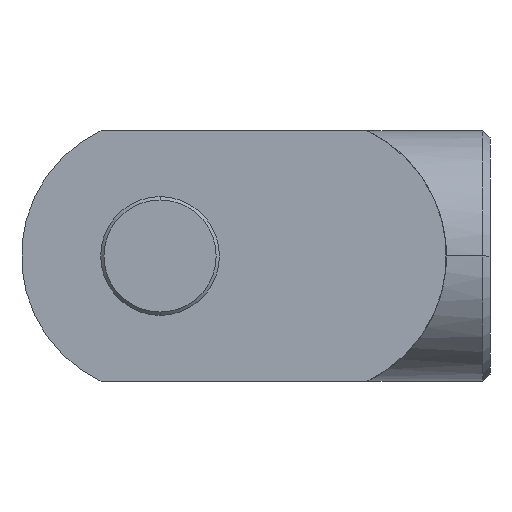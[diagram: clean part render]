
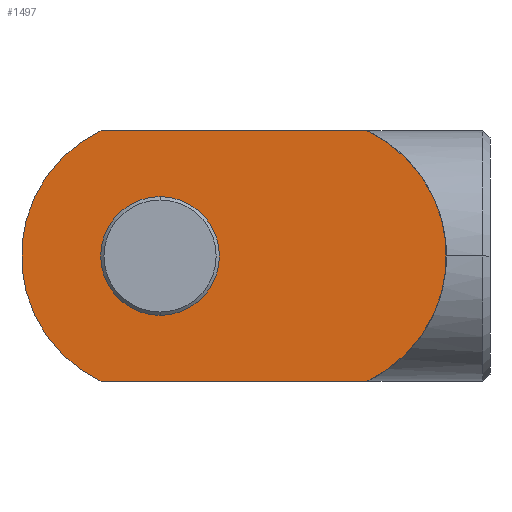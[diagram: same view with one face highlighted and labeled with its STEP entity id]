
A CAD part, left-side view. The second image highlights one B-rep face of the part: STEP entity #1497.
In plain terms, the highlighted planar face has unit normal (-1, 0, 0).
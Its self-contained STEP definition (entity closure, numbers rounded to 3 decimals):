
#3 = ORIENTED_EDGE ( 'NONE', *, *, #270, .T. ) ;
#62 = AXIS2_PLACEMENT_3D ( 'NONE', #671, #640, #655 ) ;
#129 = CARTESIAN_POINT ( 'NONE',  ( -28., 20.144, -19. ) ) ;
#141 = EDGE_LOOP ( 'NONE', ( #1264, #863, #3, #1274 ) ) ;
#171 = EDGE_CURVE ( 'NONE', #935, #179, #1367, .T. ) ;
#179 = VERTEX_POINT ( 'NONE', #721 ) ;
#180 = FACE_OUTER_BOUND ( 'NONE', #141, .T. ) ;
#197 = FACE_BOUND ( 'NONE', #1105, .T. ) ;
#209 = CIRCLE ( 'NONE', #62, 21. ) ;
#215 = EDGE_CURVE ( 'NONE', #179, #935, #891, .T. ) ;
#219 = EDGE_CURVE ( 'NONE', #1188, #242, #919, .T. ) ;
#242 = VERTEX_POINT ( 'NONE', #628 ) ;
#270 = EDGE_CURVE ( 'NONE', #1188, #595, #853, .T. ) ;
#277 = EDGE_CURVE ( 'NONE', #595, #1267, #1316, .T. ) ;
#489 = DIRECTION ( 'NONE',  ( 0., 0., -1. ) ) ;
#499 = DIRECTION ( 'NONE',  ( 1., 0., 0. ) ) ;
#556 = CARTESIAN_POINT ( 'NONE',  ( -28., -32.2, 19. ) ) ;
#570 = DIRECTION ( 'NONE',  ( 0., 0., -1. ) ) ;
#575 = CARTESIAN_POINT ( 'NONE',  ( -28., -20.144, -19. ) ) ;
#578 = DIRECTION ( 'NONE',  ( -1., 0., 0. ) ) ;
#584 = CARTESIAN_POINT ( 'NONE',  ( -28., 11.2, 0. ) ) ;
#585 = CARTESIAN_POINT ( 'NONE',  ( -28., -32.2, -19. ) ) ;
#595 = VERTEX_POINT ( 'NONE', #129 ) ;
#605 = DIRECTION ( 'NONE',  ( 0., -1., 0. ) ) ;
#628 = CARTESIAN_POINT ( 'NONE',  ( -28., -20.144, 19. ) ) ;
#640 = DIRECTION ( 'NONE',  ( 1., 0., 0. ) ) ;
#655 = DIRECTION ( 'NONE',  ( 0., 0., -1. ) ) ;
#658 = DIRECTION ( 'NONE',  ( 0., 0., -1. ) ) ;
#659 = PLANE ( 'NONE',  #1415 ) ;
#661 = DIRECTION ( 'NONE',  ( 1., 0., 0. ) ) ;
#663 = CARTESIAN_POINT ( 'NONE',  ( -28., 11.2, 0. ) ) ;
#670 = CARTESIAN_POINT ( 'NONE',  ( -28., -32.2, 19. ) ) ;
#671 = CARTESIAN_POINT ( 'NONE',  ( -28., -11.2, 0. ) ) ;
#691 = AXIS2_PLACEMENT_3D ( 'NONE', #584, #578, #570 ) ;
#703 = DIRECTION ( 'NONE',  ( 0., -1., 0. ) ) ;
#708 = DIRECTION ( 'NONE',  ( 0., 0., -1. ) ) ;
#713 = DIRECTION ( 'NONE',  ( 1., 0., 0. ) ) ;
#715 = CARTESIAN_POINT ( 'NONE',  ( -28., 11.2, 0. ) ) ;
#721 = CARTESIAN_POINT ( 'NONE',  ( -28., 11.2, -9. ) ) ;
#760 = AXIS2_PLACEMENT_3D ( 'NONE', #663, #661, #658 ) ;
#852 = VECTOR ( 'NONE', #605, 1000. ) ;
#853 = CIRCLE ( 'NONE', #691, 21. ) ;
#858 = AXIS2_PLACEMENT_3D ( 'NONE', #715, #713, #708 ) ;
#863 = ORIENTED_EDGE ( 'NONE', *, *, #219, .F. ) ;
#865 = EDGE_CURVE ( 'NONE', #242, #1267, #209, .T. ) ;
#875 = VECTOR ( 'NONE', #703, 1000. ) ;
#891 = CIRCLE ( 'NONE', #760, 9. ) ;
#898 = CARTESIAN_POINT ( 'NONE',  ( -28., 20.144, 19. ) ) ;
#919 = LINE ( 'NONE', #670, #875 ) ;
#935 = VERTEX_POINT ( 'NONE', #1483 ) ;
#1105 = EDGE_LOOP ( 'NONE', ( #1185, #1476 ) ) ;
#1185 = ORIENTED_EDGE ( 'NONE', *, *, #215, .T. ) ;
#1188 = VERTEX_POINT ( 'NONE', #898 ) ;
#1264 = ORIENTED_EDGE ( 'NONE', *, *, #865, .F. ) ;
#1267 = VERTEX_POINT ( 'NONE', #575 ) ;
#1274 = ORIENTED_EDGE ( 'NONE', *, *, #277, .T. ) ;
#1316 = LINE ( 'NONE', #585, #852 ) ;
#1367 = CIRCLE ( 'NONE', #858, 9. ) ;
#1415 = AXIS2_PLACEMENT_3D ( 'NONE', #556, #499, #489 ) ;
#1476 = ORIENTED_EDGE ( 'NONE', *, *, #171, .T. ) ;
#1483 = CARTESIAN_POINT ( 'NONE',  ( -28., 11.2, 9. ) ) ;
#1497 = ADVANCED_FACE ( 'NONE', ( #197, #180 ), #659, .F. ) ;
